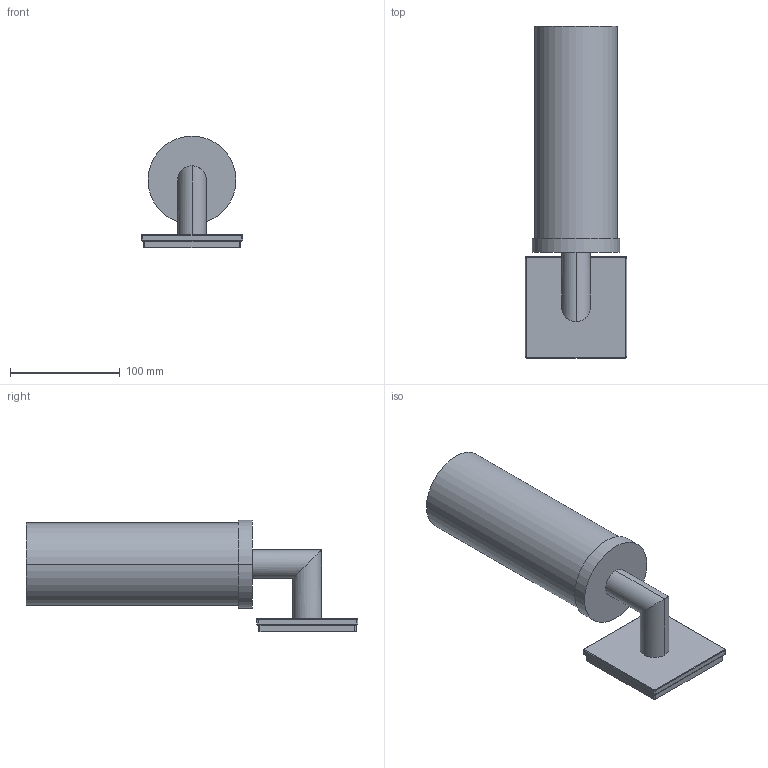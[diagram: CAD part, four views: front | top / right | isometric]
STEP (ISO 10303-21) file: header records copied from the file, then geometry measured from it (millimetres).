
FILE_DESCRIPTION((''),'2;1');
FILE_NAME('5381','2021-06-14T14:04:00',('jinson.thomas'),(''),'CREO PARAMETRIC BY PTC INC, 2018400','CREO PARAMETRIC BY PTC INC, 2018400','');
FILE_SCHEMA(('CONFIG_CONTROL_DESIGN'));
Length unit declared in the file: inch
Products named in the file (1): 5381
Bounding box: 92.2 x 301.7 x 101.6 mm (x, y, z)
Volume: 363533.1 mm3; surface area: 136790.5 mm2
Topology: 1 solids, 1 shells, 72 faces, 162 edges, 100 vertices
Faces by surface type: cylinder 38, plane 22, torus 8, bspline 4
Entity records: 2174 total; most frequent: CARTESIAN_POINT 466, DIRECTION 378, ORIENTED_EDGE 324, EDGE_CURVE 162, AXIS2_PLACEMENT_3D 152, VERTEX_POINT 100, EDGE_LOOP 84, CIRCLE 84
